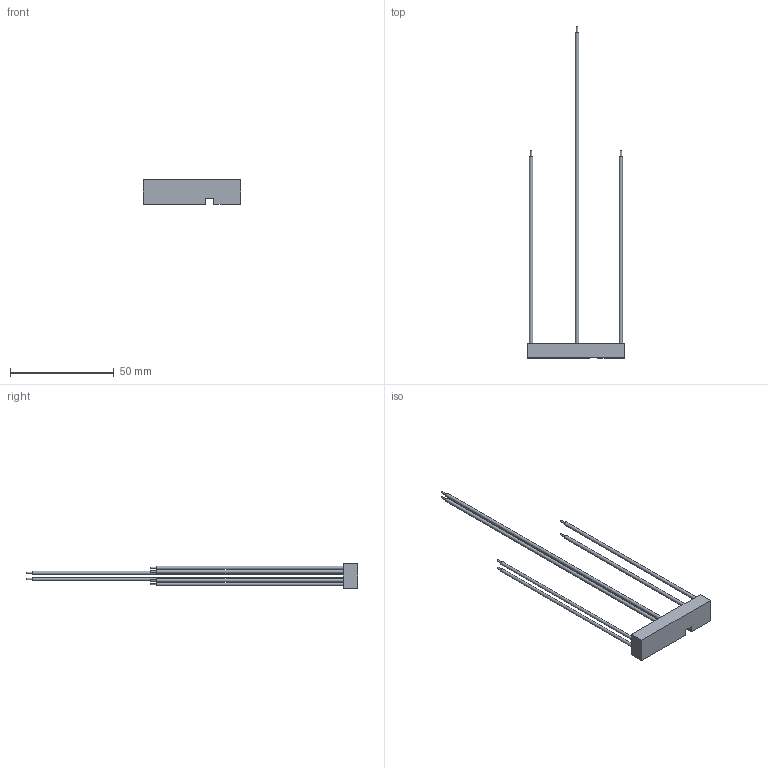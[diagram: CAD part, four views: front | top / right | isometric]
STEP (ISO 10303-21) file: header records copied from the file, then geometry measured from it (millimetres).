
FILE_DESCRIPTION(('FreeCAD Model'),'2;1');
FILE_NAME('LLE-48W.step', '2020-07-10T15:00:14',('Author'),(''), 'Open CASCADE STEP processor 7.3','FreeCAD','Unknown');
FILE_SCHEMA(('AUTOMOTIVE_DESIGN { 1 0 10303 214 1 1 1 1 }'));
Length unit declared in the file: millimetre
Products named in the file (13): case; Wire_1; core_1; Wire_2; core_2; Wire_3; core_3; Wire_4; core_4; Wire_5; core_5; Wire_6; core_6
Bounding box: 47 x 160 x 12 mm (x, y, z)
Volume: 5199 mm3; surface area: 5361.4 mm2
Topology: 13 solids, 13 shells, 46 faces, 60 edges, 40 vertices
Faces by surface type: plane 34, cylinder 12
Full cylindrical faces by diameter (mm): 0.75 x6, 1.6 x6
Entity records: 1970 total; most frequent: DIRECTION 298, CARTESIAN_POINT 267, LINE 132, VECTOR 132, ORIENTED_EDGE 120, PCURVE 120, DEFINITIONAL_REPRESENTATION 120, AXIS2_PLACEMENT_3D 71
